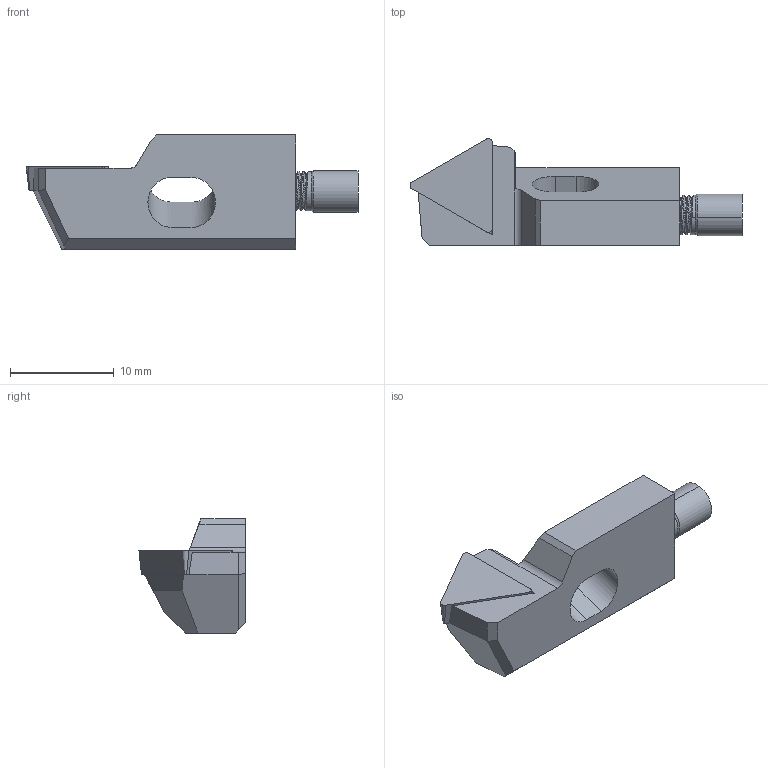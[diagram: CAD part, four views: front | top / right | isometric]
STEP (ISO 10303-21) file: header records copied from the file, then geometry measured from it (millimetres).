
FILE_DESCRIPTION (( 'STEP AP214' ), '1' );
FILE_NAME ('STTCL-08CA-09-LIGHT.STP', '2023-11-09T14:36:37', ( '' ), ( '' ), 'SwSTEP 2.0', 'SolidWorks 2018', '' );
FILE_SCHEMA (( 'AUTOMOTIVE_DESIGN' ));
Length unit declared in the file: millimetre
Products named in the file (1): STTCL-08CA-09-LIGHT
Bounding box: 32 x 10.3 x 11 mm (x, y, z)
Volume: 1458.3 mm3; surface area: 1191.3 mm2
Topology: 2 solids, 2 shells, 53 faces, 139 edges, 91 vertices
Faces by surface type: plane 33, cylinder 11, cone 6, bspline 3
Entity records: 3309 total; most frequent: CARTESIAN_POINT 1429, ORIENTED_EDGE 278, DIRECTION 237, EDGE_CURVE 139, VECTOR 97, LINE 97, VERTEX_POINT 91, AXIS2_PLACEMENT_3D 70
